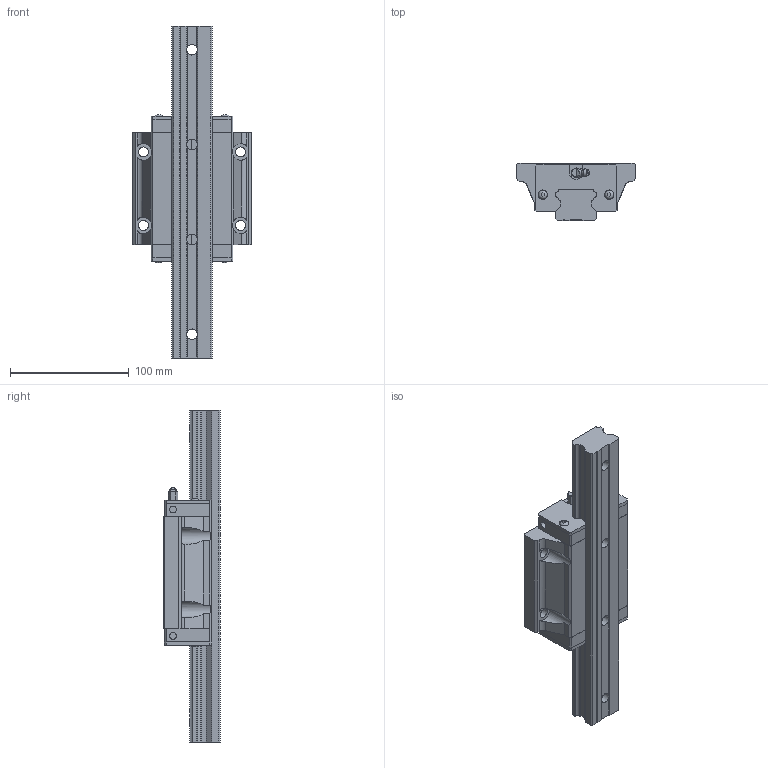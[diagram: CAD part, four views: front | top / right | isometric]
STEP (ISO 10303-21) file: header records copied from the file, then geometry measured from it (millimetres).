
FILE_DESCRIPTION (( 'STEP AP203' ), '1' );
FILE_NAME ('SBI 35 FL.STEP', '2015-01-08T05:52:04', ( 'john' ), ( '' ), 'SwSTEP 2.0', 'SolidWorks 2013', '' );
FILE_SCHEMA (( 'CONFIG_CONTROL_DESIGN' ));
Length unit declared in the file: millimetre
Products named in the file (6): DEFAULT_2; A2N; DEFAULT_3; SBI 35 FL; DEFAULT_1; DEFAULT_4
Assembly tree (7 placements, depth 2):
  SBI 35 FL
    DEFAULT_1
    DEFAULT_2
    DEFAULT_3  x2
    DEFAULT_4  x2
    A2N
Bounding box: 100 x 48 x 280 mm (x, y, z)
Volume: 535709.8 mm3; surface area: 102646.7 mm2
Topology: 7 solids, 7 shells, 416 faces, 1153 edges, 764 vertices
Faces by surface type: plane 250, cylinder 148, cone 10, torus 4, bspline 4
Full cylindrical faces by diameter (mm): 3.3 x4, 4.5 x4, 5.5 x2, 5.7 x4, 6 x1, 6.7 x2, 7.5 x4, 8 x4, 8.376 x4, 9 x4, 14 x4
Entity records: 10351 total; most frequent: CARTESIAN_POINT 2141, ORIENTED_EDGE 1556, DIRECTION 1541, EDGE_CURVE 778, VERTEX_POINT 536, AXIS2_PLACEMENT_3D 516, VECTOR 509, LINE 509
